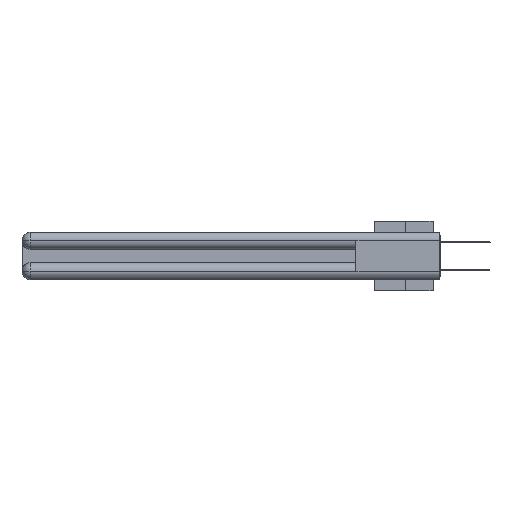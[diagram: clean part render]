
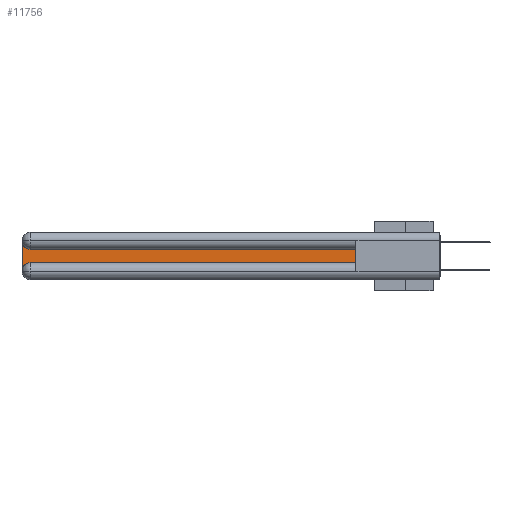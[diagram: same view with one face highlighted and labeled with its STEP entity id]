
A CAD part, left-side view. The second image highlights one B-rep face of the part: STEP entity #11756.
In plain terms, the highlighted planar face has unit normal (-1, 0, 0).
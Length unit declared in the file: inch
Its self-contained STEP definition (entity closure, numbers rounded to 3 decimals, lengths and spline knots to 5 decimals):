
#3568 = LINE ( 'NONE', #32415, #12143 ) ;
#4481 = EDGE_CURVE ( 'NONE', #15778, #7705, #7985, .T. ) ;
#4567 = EDGE_LOOP ( 'NONE', ( #23650, #20526, #31881, #21171, #9854, #19182 ) ) ;
#5288 = LINE ( 'NONE', #14263, #5669 ) ;
#5669 = VECTOR ( 'NONE', #16662, 39.37008 ) ;
#6559 = EDGE_CURVE ( 'NONE', #7705, #17650, #18503, .T. ) ;
#7427 = CARTESIAN_POINT ( 'NONE',  ( 0.075, 2.94, -0.0625 ) ) ;
#7705 = VERTEX_POINT ( 'NONE', #12114 ) ;
#7985 = LINE ( 'NONE', #21199, #22288 ) ;
#8581 = EDGE_CURVE ( 'NONE', #27483, #13120, #5288, .T. ) ;
#9266 = CARTESIAN_POINT ( 'NONE',  ( 0.075, 3., -0.2775 ) ) ;
#9854 = ORIENTED_EDGE ( 'NONE', *, *, #8581, .T. ) ;
#10841 = LINE ( 'NONE', #24582, #27189 ) ;
#11604 = DIRECTION ( 'NONE',  ( 0., 0., 1. ) ) ;
#11756 = ADVANCED_FACE ( 'NONE', ( #26490 ), #28123, .F. ) ;
#12114 = CARTESIAN_POINT ( 'NONE',  ( 0.075, 2.94, -0.1225 ) ) ;
#12143 = VECTOR ( 'NONE', #11604, 39.37008 ) ;
#12839 = DIRECTION ( 'NONE',  ( 1., 0., 0. ) ) ;
#13120 = VERTEX_POINT ( 'NONE', #27239 ) ;
#14032 = DIRECTION ( 'NONE',  ( 0., 0., -1. ) ) ;
#14226 = AXIS2_PLACEMENT_3D ( 'NONE', #7427, #26745, #18159 ) ;
#14263 = CARTESIAN_POINT ( 'NONE',  ( 0.075, 0.6, -0.2175 ) ) ;
#15328 = DIRECTION ( 'NONE',  ( 1., 0., 0. ) ) ;
#15778 = VERTEX_POINT ( 'NONE', #30165 ) ;
#16480 = DIRECTION ( 'NONE',  ( 0., 0., -1. ) ) ;
#16662 = DIRECTION ( 'NONE',  ( 0., -1., 0. ) ) ;
#16865 = EDGE_CURVE ( 'NONE', #13120, #15778, #3568, .T. ) ;
#17228 = EDGE_CURVE ( 'NONE', #17650, #31204, #10841, .T. ) ;
#17382 = DIRECTION ( 'NONE',  ( 0., 1., 0. ) ) ;
#17569 = CIRCLE ( 'NONE', #24552, 0.06 ) ;
#17601 = DIRECTION ( 'NONE',  ( 0., 0., -1. ) ) ;
#17650 = VERTEX_POINT ( 'NONE', #29505 ) ;
#18038 = CARTESIAN_POINT ( 'NONE',  ( 0.075, 3., -0.1225 ) ) ;
#18159 = DIRECTION ( 'NONE',  ( 0., 0., -1. ) ) ;
#18503 = CIRCLE ( 'NONE', #14226, 0.06 ) ;
#19182 = ORIENTED_EDGE ( 'NONE', *, *, #16865, .T. ) ;
#20526 = ORIENTED_EDGE ( 'NONE', *, *, #6559, .T. ) ;
#20608 = CARTESIAN_POINT ( 'NONE',  ( 0.075, 2.94, -0.2175 ) ) ;
#20669 = EDGE_CURVE ( 'NONE', #31204, #27483, #17569, .T. ) ;
#21171 = ORIENTED_EDGE ( 'NONE', *, *, #20669, .T. ) ;
#21199 = CARTESIAN_POINT ( 'NONE',  ( 0.075, 0.6, -0.1225 ) ) ;
#22288 = VECTOR ( 'NONE', #17382, 39.37008 ) ;
#23240 = CARTESIAN_POINT ( 'NONE',  ( 0.075, 2.94, -0.2775 ) ) ;
#23650 = ORIENTED_EDGE ( 'NONE', *, *, #4481, .T. ) ;
#24552 = AXIS2_PLACEMENT_3D ( 'NONE', #23240, #12839, #14032 ) ;
#24582 = CARTESIAN_POINT ( 'NONE',  ( 0.075, 3., -0.2175 ) ) ;
#26490 = FACE_OUTER_BOUND ( 'NONE', #4567, .T. ) ;
#26745 = DIRECTION ( 'NONE',  ( 1., 0., 0. ) ) ;
#27189 = VECTOR ( 'NONE', #16480, 39.37008 ) ;
#27239 = CARTESIAN_POINT ( 'NONE',  ( 0.075, 0.6, -0.2175 ) ) ;
#27483 = VERTEX_POINT ( 'NONE', #20608 ) ;
#28123 = PLANE ( 'NONE',  #30414 ) ;
#29505 = CARTESIAN_POINT ( 'NONE',  ( 0.075, 3., -0.0625 ) ) ;
#30165 = CARTESIAN_POINT ( 'NONE',  ( 0.075, 0.6, -0.1225 ) ) ;
#30414 = AXIS2_PLACEMENT_3D ( 'NONE', #18038, #15328, #17601 ) ;
#31204 = VERTEX_POINT ( 'NONE', #9266 ) ;
#31881 = ORIENTED_EDGE ( 'NONE', *, *, #17228, .T. ) ;
#32415 = CARTESIAN_POINT ( 'NONE',  ( 0.075, 0.6, -0.2175 ) ) ;
